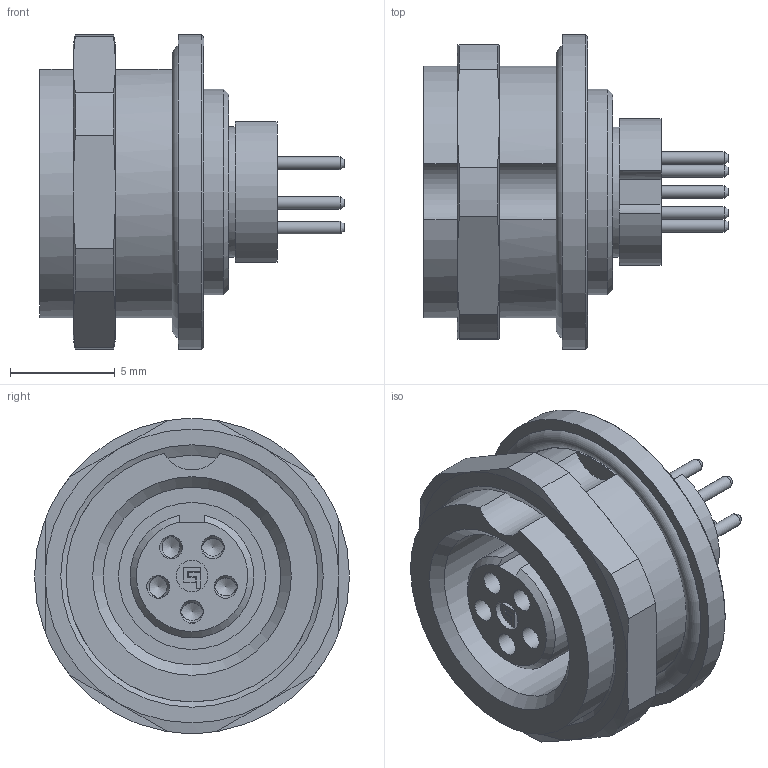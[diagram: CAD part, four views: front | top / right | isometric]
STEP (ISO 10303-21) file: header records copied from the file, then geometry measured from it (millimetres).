
FILE_DESCRIPTION(/* description */ (''),/* implementation_level */ '2;1');
FILE_NAME(/* name */ '09-0416-90-05_bg.stp',/* time_stamp */ '2010-09-01T15:45:16+02:00',/* author */ (''),/* organization */ (''),/* preprocessor_version */ 'ST-DEVELOPER v11',/* originating_system */ 'UGS - NX 5.0',/* authorisation */ '');
FILE_SCHEMA (('CONFIG_CONTROL_DESIGN'));
Length unit declared in the file: millimetre
Products named in the file (1): kborF7AB2bmb
Bounding box: 14.5 x 15 x 15 mm (x, y, z)
Volume: 995.8 mm3; surface area: 1371.2 mm2
Topology: 1 solids, 1 shells, 179 faces, 432 edges, 284 vertices
Faces by surface type: plane 85, cylinder 39, cone 28, extrusion 10, bspline 10, torus 7
Full cylindrical faces by diameter (mm): 0.6 x5, 1.1 x10, 1.5 x1, 6.2 x1, 7 x1, 8.459 x1, 9.05 x1, 9.8 x1, 12 x1, 15 x1
Entity records: 5378 total; most frequent: CARTESIAN_POINT 1572, DIRECTION 746, ORIENTED_EDGE 698, EDGE_CURVE 349, AXIS2_PLACEMENT_3D 317, EDGE_LOOP 257, VERTEX_POINT 253, ADVANCED_FACE 179
